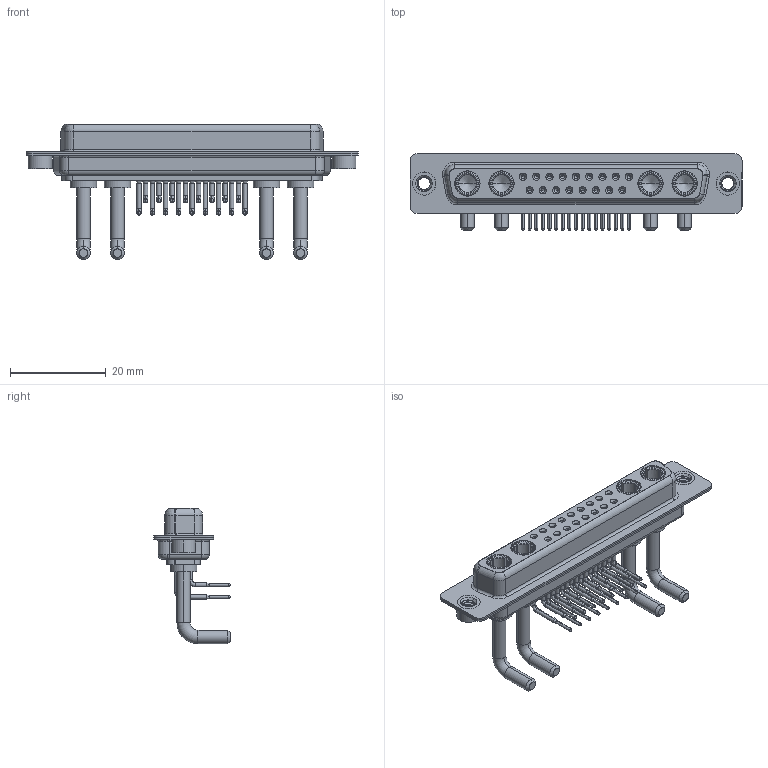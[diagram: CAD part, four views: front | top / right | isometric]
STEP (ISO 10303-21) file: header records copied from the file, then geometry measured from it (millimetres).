
FILE_DESCRIPTION (( 'STEP AP203' ), '1' );
FILE_NAME ('630-21W4650-2TA.STEP', '2022-06-08T20:15:23', ( '' ), ( '' ), 'SwSTEP 2.0', 'SolidWorks 2020', '' );
FILE_SCHEMA (( 'CONFIG_CONTROL_DESIGN' ));
Length unit declared in the file: millimetre
Products named in the file (8): 630Combo Shell Front_37 Contacts; 630Combo Housing_21W4; 630Combo Threaded Rivet_A; 630Combo Contact Row 1; Power Socket_Ext 20A RA; 630Combo Contact Row 2; 630Combo Shell Rear_37 Contacts; 630-21W4650-2TA
Assembly tree (26 placements, depth 2):
  630-21W4650-2TA
    630Combo Housing_21W4
    630Combo Shell Front_37 Contacts
    630Combo Shell Rear_37 Contacts
    630Combo Threaded Rivet_A  x2
    Power Socket_Ext 20A RA  x4
    630Combo Contact Row 1  x9
    630Combo Contact Row 2  x8
Bounding box: 69.4 x 16 x 28.33 mm (x, y, z)
Volume: 5845.6 mm3; surface area: 12811.6 mm2
Topology: 30 solids, 30 shells, 1486 faces, 3790 edges, 2396 vertices
Faces by surface type: cylinder 626, plane 438, cone 263, torus 81, bspline 78
Entity records: 21931 total; most frequent: CARTESIAN_POINT 5203, DIRECTION 3500, ORIENTED_EDGE 3034, EDGE_CURVE 1517, AXIS2_PLACEMENT_3D 1456, VERTEX_POINT 968, CIRCLE 802, EDGE_LOOP 765
